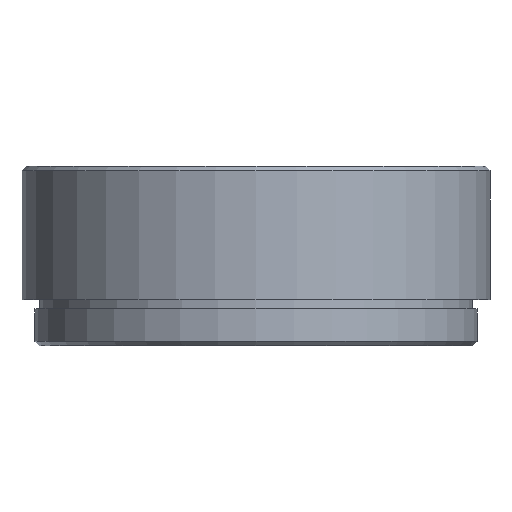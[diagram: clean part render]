
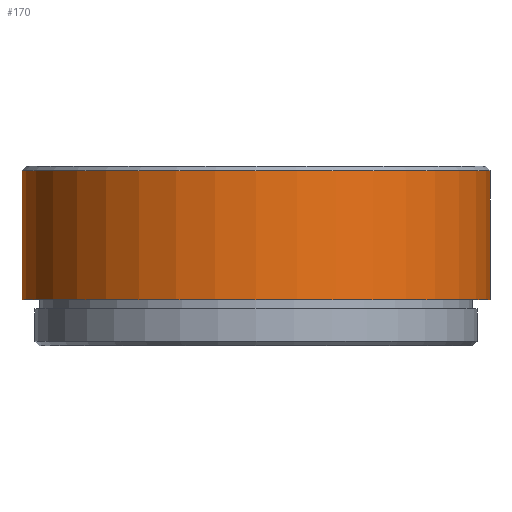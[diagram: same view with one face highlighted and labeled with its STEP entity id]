
A CAD part, front view. The second image highlights one B-rep face of the part: STEP entity #170.
In plain terms, the highlighted cylindrical face has radius 25.4 mm (diameter 50.8 mm), a partial arc.
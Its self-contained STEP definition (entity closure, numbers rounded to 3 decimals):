
#59 = CARTESIAN_POINT ( 'NONE',  ( -25.4, 0., 19. ) ) ;
#115 = DIRECTION ( 'NONE',  ( -1., 0., 0. ) ) ;
#136 = AXIS2_PLACEMENT_3D ( 'NONE', #983, #699, #386 ) ;
#137 = CARTESIAN_POINT ( 'NONE',  ( -25.4, 0., 19.5 ) ) ;
#170 = ADVANCED_FACE ( 'NONE', ( #1731 ), #829, .T. ) ;
#214 = CARTESIAN_POINT ( 'NONE',  ( 25.4, 0., 19.5 ) ) ;
#241 = CARTESIAN_POINT ( 'NONE',  ( -25.4, 0., 5. ) ) ;
#264 = CIRCLE ( 'NONE', #1343, 25.4 ) ;
#272 = DIRECTION ( 'NONE',  ( 1., 0., 0. ) ) ;
#280 = DIRECTION ( 'NONE',  ( 0., 0., -1. ) ) ;
#297 = EDGE_CURVE ( 'NONE', #847, #683, #1483, .T. ) ;
#386 = DIRECTION ( 'NONE',  ( -1., 0., 0. ) ) ;
#511 = LINE ( 'NONE', #214, #1748 ) ;
#579 = EDGE_CURVE ( 'NONE', #1462, #847, #511, .T. ) ;
#584 = VECTOR ( 'NONE', #1901, 1000. ) ;
#619 = DIRECTION ( 'NONE',  ( 0., 0., -1. ) ) ;
#681 = CARTESIAN_POINT ( 'NONE',  ( 0., 0., 19. ) ) ;
#683 = VERTEX_POINT ( 'NONE', #241 ) ;
#699 = DIRECTION ( 'NONE',  ( 0., 0., -1. ) ) ;
#740 = ORIENTED_EDGE ( 'NONE', *, *, #579, .F. ) ;
#829 = CYLINDRICAL_SURFACE ( 'NONE', #136, 25.4 ) ;
#847 = VERTEX_POINT ( 'NONE', #1004 ) ;
#911 = AXIS2_PLACEMENT_3D ( 'NONE', #1439, #280, #115 ) ;
#976 = EDGE_CURVE ( 'NONE', #1462, #1438, #264, .T. ) ;
#983 = CARTESIAN_POINT ( 'NONE',  ( 0., 0., 19.5 ) ) ;
#1004 = CARTESIAN_POINT ( 'NONE',  ( 25.4, 0., 5. ) ) ;
#1169 = LINE ( 'NONE', #137, #584 ) ;
#1241 = CARTESIAN_POINT ( 'NONE',  ( 25.4, 0., 19. ) ) ;
#1326 = ORIENTED_EDGE ( 'NONE', *, *, #297, .F. ) ;
#1343 = AXIS2_PLACEMENT_3D ( 'NONE', #681, #1428, #272 ) ;
#1428 = DIRECTION ( 'NONE',  ( 0., 0., -1. ) ) ;
#1438 = VERTEX_POINT ( 'NONE', #59 ) ;
#1439 = CARTESIAN_POINT ( 'NONE',  ( 0., 0., 5. ) ) ;
#1462 = VERTEX_POINT ( 'NONE', #1241 ) ;
#1483 = CIRCLE ( 'NONE', #911, 25.4 ) ;
#1654 = ORIENTED_EDGE ( 'NONE', *, *, #976, .T. ) ;
#1665 = EDGE_CURVE ( 'NONE', #1438, #683, #1169, .T. ) ;
#1731 = FACE_OUTER_BOUND ( 'NONE', #1811, .T. ) ;
#1748 = VECTOR ( 'NONE', #619, 1000. ) ;
#1790 = ORIENTED_EDGE ( 'NONE', *, *, #1665, .T. ) ;
#1811 = EDGE_LOOP ( 'NONE', ( #740, #1654, #1790, #1326 ) ) ;
#1901 = DIRECTION ( 'NONE',  ( 0., 0., -1. ) ) ;
